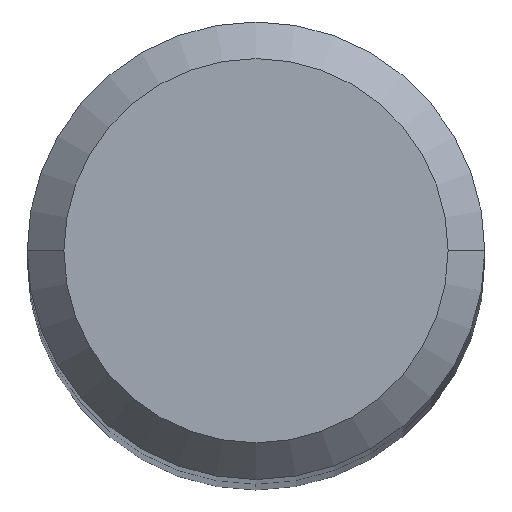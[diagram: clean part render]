
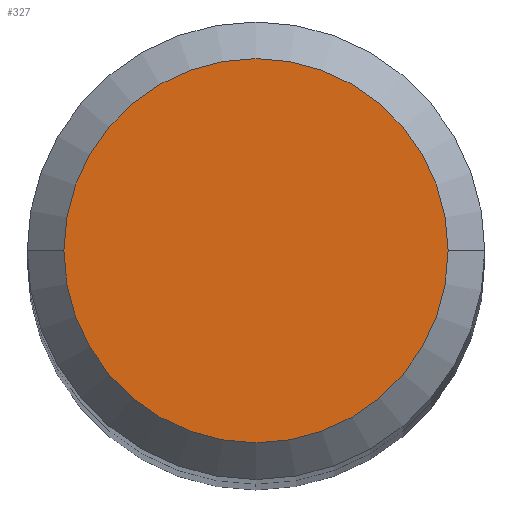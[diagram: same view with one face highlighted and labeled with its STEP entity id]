
A CAD part, top view. The second image highlights one B-rep face of the part: STEP entity #327.
In plain terms, the highlighted planar face has unit normal (0, 0, 1).
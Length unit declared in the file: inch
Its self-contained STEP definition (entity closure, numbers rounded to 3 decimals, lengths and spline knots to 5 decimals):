
#4 = EDGE_CURVE ( 'NONE', #336, #355, #218, .T. ) ;
#25 = AXIS2_PLACEMENT_3D ( 'NONE', #176, #112, #201 ) ;
#41 = CARTESIAN_POINT ( 'NONE',  ( 0., 0., 0. ) ) ;
#44 = CARTESIAN_POINT ( 'NONE',  ( -0.16365, 0., 0. ) ) ;
#77 = EDGE_CURVE ( 'NONE', #355, #336, #116, .T. ) ;
#80 = PLANE ( 'NONE',  #25 ) ;
#87 = ORIENTED_EDGE ( 'NONE', *, *, #77, .T. ) ;
#90 = AXIS2_PLACEMENT_3D ( 'NONE', #248, #101, #276 ) ;
#101 = DIRECTION ( 'NONE',  ( 0., 0., 1. ) ) ;
#109 = FACE_OUTER_BOUND ( 'NONE', #120, .T. ) ;
#112 = DIRECTION ( 'NONE',  ( 0., 0., -1. ) ) ;
#116 = CIRCLE ( 'NONE', #90, 0.16365 ) ;
#120 = EDGE_LOOP ( 'NONE', ( #87, #298 ) ) ;
#173 = CARTESIAN_POINT ( 'NONE',  ( 0.16365, 0., 0. ) ) ;
#176 = CARTESIAN_POINT ( 'NONE',  ( 0., 0., 0. ) ) ;
#201 = DIRECTION ( 'NONE',  ( -1., 0., 0. ) ) ;
#218 = CIRCLE ( 'NONE', #314, 0.16365 ) ;
#229 = DIRECTION ( 'NONE',  ( 0., 0., 1. ) ) ;
#248 = CARTESIAN_POINT ( 'NONE',  ( 0., 0., 0. ) ) ;
#276 = DIRECTION ( 'NONE',  ( 1., 0., 0. ) ) ;
#298 = ORIENTED_EDGE ( 'NONE', *, *, #4, .T. ) ;
#299 = DIRECTION ( 'NONE',  ( 1., 0., 0. ) ) ;
#314 = AXIS2_PLACEMENT_3D ( 'NONE', #41, #229, #299 ) ;
#327 = ADVANCED_FACE ( 'NONE', ( #109 ), #80, .F. ) ;
#336 = VERTEX_POINT ( 'NONE', #173 ) ;
#355 = VERTEX_POINT ( 'NONE', #44 ) ;
